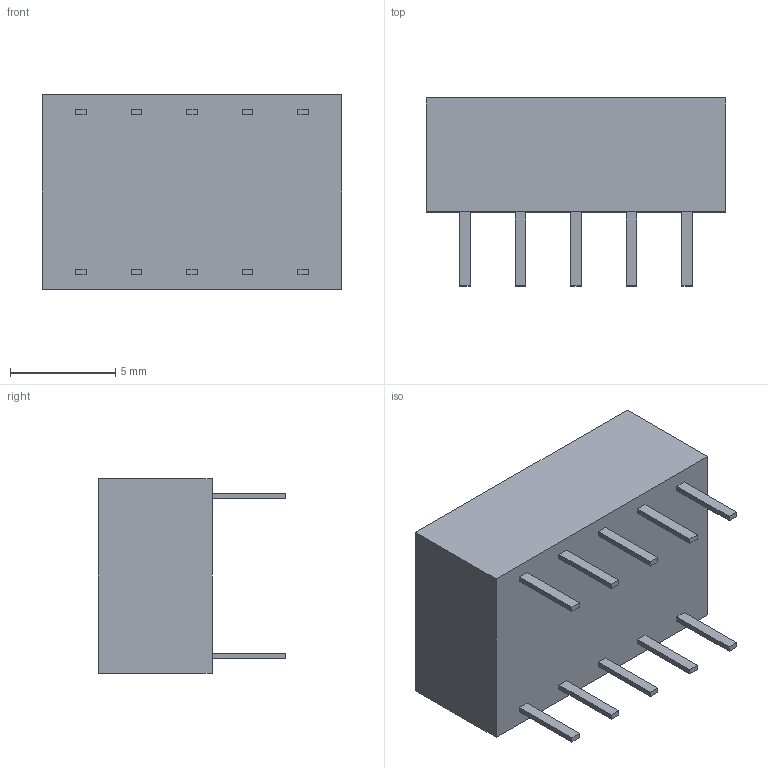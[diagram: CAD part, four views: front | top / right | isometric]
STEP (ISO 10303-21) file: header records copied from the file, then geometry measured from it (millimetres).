
FILE_DESCRIPTION (( 'STEP AP214' ), '1' );
FILE_NAME ('EA2_5SNJ_part.STEP', '2018-11-29T06:33:14', ( '' ), ( '' ), 'SwSTEP 2.0', 'SolidWorks 2018', '' );
FILE_SCHEMA (( 'AUTOMOTIVE_DESIGN' ));
Length unit declared in the file: millimetre
Products named in the file (1): EA2_5SNJ_part
Bounding box: 14.2 x 8.9 x 9.2 mm (x, y, z)
Volume: 709.8 mm3; surface area: 566.5 mm2
Topology: 1 solids, 1 shells, 56 faces, 132 edges, 88 vertices
Faces by surface type: plane 56
Entity records: 1610 total; most frequent: CARTESIAN_POINT 277, ORIENTED_EDGE 264, DIRECTION 246, EDGE_CURVE 132, VECTOR 132, LINE 132, VERTEX_POINT 88, EDGE_LOOP 66
